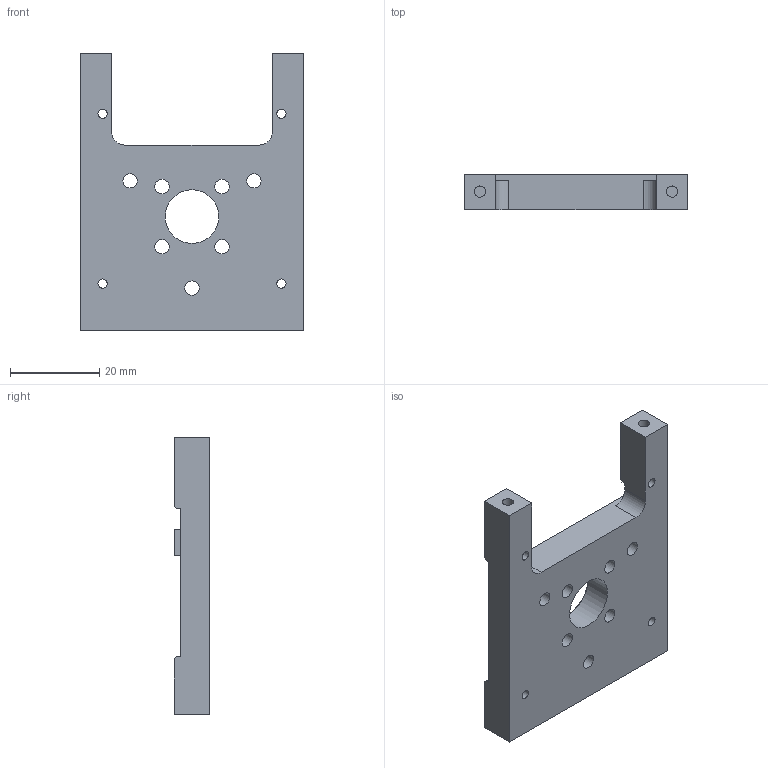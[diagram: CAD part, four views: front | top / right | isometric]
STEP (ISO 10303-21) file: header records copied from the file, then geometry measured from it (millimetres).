
FILE_DESCRIPTION(/* description */ ('','CAx-IF Rec.Pracs.---Representation and Presentation of Product Manufacturing Information (PMI)---4.0---2014-10-13'),/* implementation_level */ '2;1');
FILE_NAME(/* name */ 'motor mount tarot 4008 7-hole.step',/* time_stamp */ '2025-02-16T23:07:40+11:00',/* author */ (''),/* organization */ (''),/* preprocessor_version */ 'ST-DEVELOPER v20',/* originating_system */ 'Autodesk Translation Framework v13.20.0.188',/* authorisation */ '');
FILE_SCHEMA (('AP242_MANAGED_MODEL_BASED_3D_ENGINEERING_MIM_LF { 1 0 10303 442 1 1 4 }'));
Length unit declared in the file: millimetre
Products named in the file (2): motor mount tarot 4008 7-hole; Motor mount tarot 4008 7-hole_1
Assembly tree (1 placements, depth 2):
  motor mount tarot 4008 7-hole
    Motor mount tarot 4008 7-hole_1
Bounding box: 50 x 7.94 x 62 mm (x, y, z)
Volume: 14491.5 mm3; surface area: 8041.3 mm2
Topology: 1 solids, 1 shells, 73 faces, 185 edges, 123 vertices
Faces by surface type: plane 41, cylinder 31, cone 1
Full cylindrical faces by diameter (mm): 2.075 x4, 2.529 x2, 3.2 x7, 3.332 x2, 6 x7, 12 x1
Entity records: 2326 total; most frequent: DIRECTION 404, CARTESIAN_POINT 384, ORIENTED_EDGE 370, EDGE_CURVE 185, AXIS2_PLACEMENT_3D 143, VERTEX_POINT 123, LINE 118, VECTOR 118
